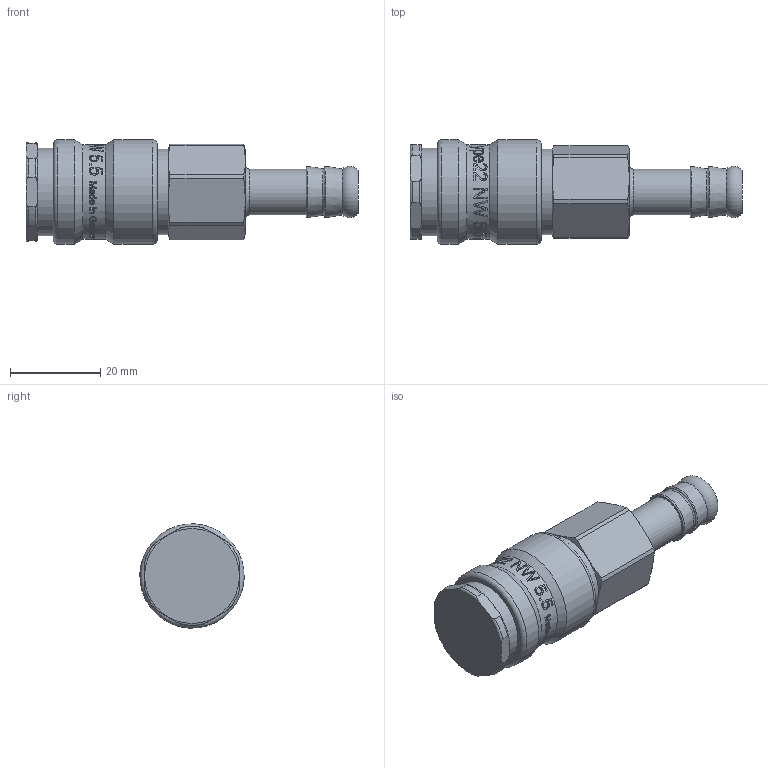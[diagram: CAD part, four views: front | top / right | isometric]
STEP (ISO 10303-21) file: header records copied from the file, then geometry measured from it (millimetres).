
FILE_DESCRIPTION(/* description */ (''),/* implementation_level */ '2;1');
FILE_NAME(/* name */ '22katf10mpn.stp',/* time_stamp */ '2021-06-21T12:59:57+02:00',/* author */ ('IA176480'),/* organization */ (''),/* preprocessor_version */ 'ST-DEVELOPER v17.2',/* originating_system */ 'Autodesk Inventor 2019',/* authorisation */ '');
FILE_SCHEMA (('CONFIG_CONTROL_DESIGN'));
Products named in the file (1): 22KATF10MPN
Bounding box: 73.6 x 23.11 x 23.11 mm (x, y, z)
Volume: 18095.8 mm3; surface area: 7942 mm2
Topology: 2 solids, 2 shells, 535 faces, 1462 edges, 978 vertices
Faces by surface type: bspline 262, plane 171, cylinder 66, torus 18, cone 18
Full cylindrical faces by diameter (mm): 10.1 x1, 16 x1, 16.95 x1, 18.95 x1, 19.35 x1, 19.4 x1, 19.65 x1, 21 x1, 23.15 x2
Entity records: 75094 total; most frequent: CARTESIAN_POINT 62965, ORIENTED_EDGE 2924, DIRECTION 1470, EDGE_CURVE 1462, VERTEX_POINT 978, B_SPLINE_CURVE_WITH_KNOTS 717, EDGE_LOOP 584, FACE_OUTER_BOUND 535
